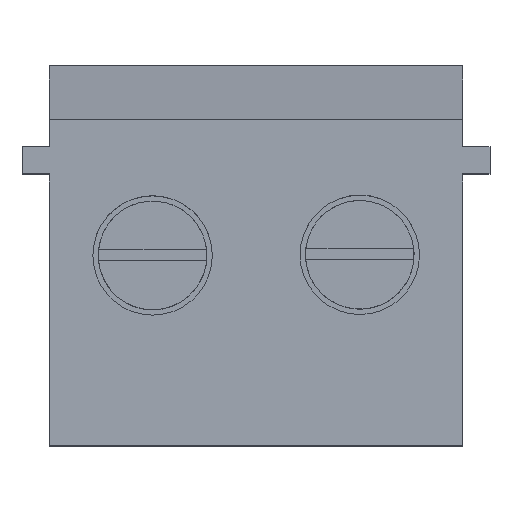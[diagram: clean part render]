
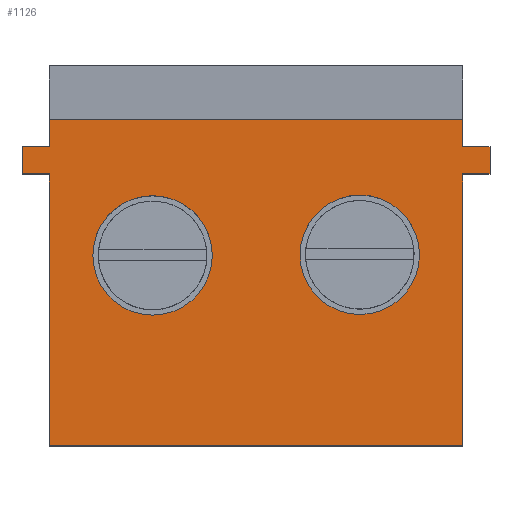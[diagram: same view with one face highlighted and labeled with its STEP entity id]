
A CAD part, top view. The second image highlights one B-rep face of the part: STEP entity #1126.
In plain terms, the highlighted planar face has unit normal (0, 0, 1).
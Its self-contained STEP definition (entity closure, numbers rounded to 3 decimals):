
#1 = ORIENTED_EDGE ( 'NONE', *, *, #1561, .T. ) ;
#50 = DIRECTION ( 'NONE',  ( 1., 0., 0. ) ) ;
#88 = LINE ( 'NONE', #1640, #1388 ) ;
#105 = EDGE_CURVE ( 'NONE', #2021, #949, #1259, .T. ) ;
#110 = VECTOR ( 'NONE', #1973, 1000. ) ;
#154 = CIRCLE ( 'NONE', #1241, 1.1 ) ;
#161 = DIRECTION ( 'NONE',  ( -1., 0., 0. ) ) ;
#195 = ORIENTED_EDGE ( 'NONE', *, *, #415, .T. ) ;
#197 = ORIENTED_EDGE ( 'NONE', *, *, #1401, .F. ) ;
#201 = ORIENTED_EDGE ( 'NONE', *, *, #1650, .T. ) ;
#206 = DIRECTION ( 'NONE',  ( 1., 0., 0. ) ) ;
#211 = VECTOR ( 'NONE', #1758, 1000. ) ;
#219 = DIRECTION ( 'NONE',  ( 0., 1., 0. ) ) ;
#221 = VERTEX_POINT ( 'NONE', #1053 ) ;
#263 = EDGE_CURVE ( 'NONE', #2157, #299, #2225, .T. ) ;
#299 = VERTEX_POINT ( 'NONE', #1023 ) ;
#313 = VERTEX_POINT ( 'NONE', #478 ) ;
#345 = VERTEX_POINT ( 'NONE', #2243 ) ;
#374 = CIRCLE ( 'NONE', #2616, 1.1 ) ;
#415 = EDGE_CURVE ( 'NONE', #1734, #3090, #1246, .T. ) ;
#436 = DIRECTION ( 'NONE',  ( 1., 0., 0. ) ) ;
#478 = CARTESIAN_POINT ( 'NONE',  ( 6.215, 2., 8.4 ) ) ;
#503 = CARTESIAN_POINT ( 'NONE',  ( 5.715, 0., 8.4 ) ) ;
#554 = ORIENTED_EDGE ( 'NONE', *, *, #1630, .F. ) ;
#561 = CARTESIAN_POINT ( 'NONE',  ( -1.905, 2., 8.4 ) ) ;
#580 = DIRECTION ( 'NONE',  ( -1., 0., 0. ) ) ;
#593 = DIRECTION ( 'NONE',  ( -1., 0., 0. ) ) ;
#652 = CARTESIAN_POINT ( 'NONE',  ( 5.715, 1.5, 8.4 ) ) ;
#687 = CARTESIAN_POINT ( 'NONE',  ( 0., 0., 8.4 ) ) ;
#695 = ORIENTED_EDGE ( 'NONE', *, *, #2338, .F. ) ;
#757 = VECTOR ( 'NONE', #219, 1000. ) ;
#763 = CARTESIAN_POINT ( 'NONE',  ( 1.1, 0., 8.4 ) ) ;
#769 = ORIENTED_EDGE ( 'NONE', *, *, #1247, .F. ) ;
#834 = VECTOR ( 'NONE', #436, 1000. ) ;
#861 = LINE ( 'NONE', #1500, #211 ) ;
#881 = ORIENTED_EDGE ( 'NONE', *, *, #1757, .F. ) ;
#902 = CARTESIAN_POINT ( 'NONE',  ( 5.715, 2., 8.4 ) ) ;
#905 = DIRECTION ( 'NONE',  ( 0., 0., -1. ) ) ;
#908 = LINE ( 'NONE', #902, #834 ) ;
#932 = DIRECTION ( 'NONE',  ( 0., -1., 0. ) ) ;
#949 = VERTEX_POINT ( 'NONE', #1800 ) ;
#955 = VERTEX_POINT ( 'NONE', #2055 ) ;
#964 = FACE_BOUND ( 'NONE', #1260, .T. ) ;
#996 = DIRECTION ( 'NONE',  ( 0., 0., -1. ) ) ;
#999 = EDGE_LOOP ( 'NONE', ( #2092, #2491 ) ) ;
#1023 = CARTESIAN_POINT ( 'NONE',  ( -2.405, 1.5, 8.4 ) ) ;
#1046 = VERTEX_POINT ( 'NONE', #2075 ) ;
#1053 = CARTESIAN_POINT ( 'NONE',  ( -2.405, 2., 8.4 ) ) ;
#1084 = CARTESIAN_POINT ( 'NONE',  ( -5.715, -3.5, 8.4 ) ) ;
#1126 = ADVANCED_FACE ( 'NONE', ( #964, #1625, #2278 ), #1631, .T. ) ;
#1129 = EDGE_CURVE ( 'NONE', #1814, #345, #88, .T. ) ;
#1170 = DIRECTION ( 'NONE',  ( 1., 0., 0. ) ) ;
#1205 = EDGE_CURVE ( 'NONE', #2021, #2162, #2463, .T. ) ;
#1241 = AXIS2_PLACEMENT_3D ( 'NONE', #3151, #1683, #206 ) ;
#1246 = CIRCLE ( 'NONE', #2420, 1.1 ) ;
#1247 = EDGE_CURVE ( 'NONE', #1454, #2162, #2397, .T. ) ;
#1249 = CARTESIAN_POINT ( 'NONE',  ( 3.816, 0.012, 8.4 ) ) ;
#1259 = LINE ( 'NONE', #1084, #2569 ) ;
#1260 = EDGE_LOOP ( 'NONE', ( #195, #2724 ) ) ;
#1263 = CARTESIAN_POINT ( 'NONE',  ( -1.905, 2., 8.4 ) ) ;
#1302 = CARTESIAN_POINT ( 'NONE',  ( -1.1, 0., 8.4 ) ) ;
#1325 = VECTOR ( 'NONE', #593, 1000. ) ;
#1372 = ORIENTED_EDGE ( 'NONE', *, *, #1205, .T. ) ;
#1384 = DIRECTION ( 'NONE',  ( 0., 0., 1. ) ) ;
#1388 = VECTOR ( 'NONE', #161, 1000. ) ;
#1401 = EDGE_CURVE ( 'NONE', #2501, #313, #908, .T. ) ;
#1413 = LINE ( 'NONE', #2930, #110 ) ;
#1454 = VERTEX_POINT ( 'NONE', #3146 ) ;
#1460 = ORIENTED_EDGE ( 'NONE', *, *, #1129, .T. ) ;
#1472 = DIRECTION ( 'NONE',  ( 0., 1., 0. ) ) ;
#1500 = CARTESIAN_POINT ( 'NONE',  ( -1.905, 0., 8.4 ) ) ;
#1502 = DIRECTION ( 'NONE',  ( 1., 0., 0. ) ) ;
#1560 = EDGE_CURVE ( 'NONE', #3090, #1734, #154, .T. ) ;
#1561 = EDGE_CURVE ( 'NONE', #2157, #949, #2677, .T. ) ;
#1581 = CARTESIAN_POINT ( 'NONE',  ( 5.715, 1.5, 8.4 ) ) ;
#1625 = FACE_BOUND ( 'NONE', #999, .T. ) ;
#1630 = EDGE_CURVE ( 'NONE', #313, #1454, #1413, .T. ) ;
#1631 = PLANE ( 'NONE',  #3081 ) ;
#1640 = CARTESIAN_POINT ( 'NONE',  ( 0., 2.5, 8.4 ) ) ;
#1650 = EDGE_CURVE ( 'NONE', #2501, #1814, #2080, .T. ) ;
#1653 = ORIENTED_EDGE ( 'NONE', *, *, #263, .F. ) ;
#1683 = DIRECTION ( 'NONE',  ( 0., 0., -1. ) ) ;
#1703 = CARTESIAN_POINT ( 'NONE',  ( -2.405, 0., 8.4 ) ) ;
#1716 = EDGE_CURVE ( 'NONE', #1046, #955, #2985, .T. ) ;
#1734 = VERTEX_POINT ( 'NONE', #763 ) ;
#1757 = EDGE_CURVE ( 'NONE', #221, #3077, #2259, .T. ) ;
#1758 = DIRECTION ( 'NONE',  ( 0., -1., 0. ) ) ;
#1759 = CARTESIAN_POINT ( 'NONE',  ( 5.715, -3.5, 8.4 ) ) ;
#1800 = CARTESIAN_POINT ( 'NONE',  ( -1.905, -3.5, 8.4 ) ) ;
#1814 = VERTEX_POINT ( 'NONE', #3014 ) ;
#1835 = DIRECTION ( 'NONE',  ( -1., 0., 0. ) ) ;
#1851 = ORIENTED_EDGE ( 'NONE', *, *, #3005, .T. ) ;
#1896 = VECTOR ( 'NONE', #3035, 1000. ) ;
#1973 = DIRECTION ( 'NONE',  ( 0., -1., 0. ) ) ;
#2002 = CARTESIAN_POINT ( 'NONE',  ( 5.715, 2., 8.4 ) ) ;
#2018 = ORIENTED_EDGE ( 'NONE', *, *, #105, .F. ) ;
#2021 = VERTEX_POINT ( 'NONE', #1759 ) ;
#2038 = VECTOR ( 'NONE', #932, 1000. ) ;
#2055 = CARTESIAN_POINT ( 'NONE',  ( 2.716, 0.012, 8.4 ) ) ;
#2063 = CARTESIAN_POINT ( 'NONE',  ( 5.715, 0., 8.4 ) ) ;
#2075 = CARTESIAN_POINT ( 'NONE',  ( 4.916, 0.012, 8.4 ) ) ;
#2079 = LINE ( 'NONE', #1703, #757 ) ;
#2080 = LINE ( 'NONE', #503, #2711 ) ;
#2092 = ORIENTED_EDGE ( 'NONE', *, *, #1716, .T. ) ;
#2157 = VERTEX_POINT ( 'NONE', #2615 ) ;
#2162 = VERTEX_POINT ( 'NONE', #652 ) ;
#2183 = VECTOR ( 'NONE', #50, 1000. ) ;
#2225 = LINE ( 'NONE', #2308, #1325 ) ;
#2243 = CARTESIAN_POINT ( 'NONE',  ( -1.905, 2.5, 8.4 ) ) ;
#2259 = LINE ( 'NONE', #1263, #2183 ) ;
#2278 = FACE_OUTER_BOUND ( 'NONE', #2920, .T. ) ;
#2308 = CARTESIAN_POINT ( 'NONE',  ( -1.905, 1.5, 8.4 ) ) ;
#2316 = VECTOR ( 'NONE', #1835, 1000. ) ;
#2338 = EDGE_CURVE ( 'NONE', #299, #221, #2079, .T. ) ;
#2397 = LINE ( 'NONE', #1581, #2316 ) ;
#2420 = AXIS2_PLACEMENT_3D ( 'NONE', #687, #905, #1170 ) ;
#2463 = LINE ( 'NONE', #2063, #1896 ) ;
#2470 = CARTESIAN_POINT ( 'NONE',  ( 3.816, 0.012, 8.4 ) ) ;
#2491 = ORIENTED_EDGE ( 'NONE', *, *, #2932, .T. ) ;
#2501 = VERTEX_POINT ( 'NONE', #2002 ) ;
#2569 = VECTOR ( 'NONE', #580, 1000. ) ;
#2615 = CARTESIAN_POINT ( 'NONE',  ( -1.905, 1.5, 8.4 ) ) ;
#2616 = AXIS2_PLACEMENT_3D ( 'NONE', #2470, #996, #2707 ) ;
#2653 = CARTESIAN_POINT ( 'NONE',  ( -1.905, 0., 8.4 ) ) ;
#2677 = LINE ( 'NONE', #2653, #2038 ) ;
#2707 = DIRECTION ( 'NONE',  ( 1., 0., 0. ) ) ;
#2711 = VECTOR ( 'NONE', #1472, 1000. ) ;
#2724 = ORIENTED_EDGE ( 'NONE', *, *, #1560, .T. ) ;
#2850 = CARTESIAN_POINT ( 'NONE',  ( 0., 0., 8.4 ) ) ;
#2920 = EDGE_LOOP ( 'NONE', ( #201, #1460, #1851, #881, #695, #1653, #1, #2018, #1372, #769, #554, #197 ) ) ;
#2930 = CARTESIAN_POINT ( 'NONE',  ( 6.215, 0., 8.4 ) ) ;
#2932 = EDGE_CURVE ( 'NONE', #955, #1046, #374, .T. ) ;
#2974 = DIRECTION ( 'NONE',  ( 0., 0., -1. ) ) ;
#2985 = CIRCLE ( 'NONE', #3057, 1.1 ) ;
#3005 = EDGE_CURVE ( 'NONE', #345, #3077, #861, .T. ) ;
#3014 = CARTESIAN_POINT ( 'NONE',  ( 5.715, 2.5, 8.4 ) ) ;
#3035 = DIRECTION ( 'NONE',  ( 0., 1., 0. ) ) ;
#3057 = AXIS2_PLACEMENT_3D ( 'NONE', #1249, #2974, #1502 ) ;
#3077 = VERTEX_POINT ( 'NONE', #561 ) ;
#3081 = AXIS2_PLACEMENT_3D ( 'NONE', #2850, #1384, #3108 ) ;
#3090 = VERTEX_POINT ( 'NONE', #1302 ) ;
#3108 = DIRECTION ( 'NONE',  ( 1., 0., 0. ) ) ;
#3146 = CARTESIAN_POINT ( 'NONE',  ( 6.215, 1.5, 8.4 ) ) ;
#3151 = CARTESIAN_POINT ( 'NONE',  ( 0., 0., 8.4 ) ) ;
